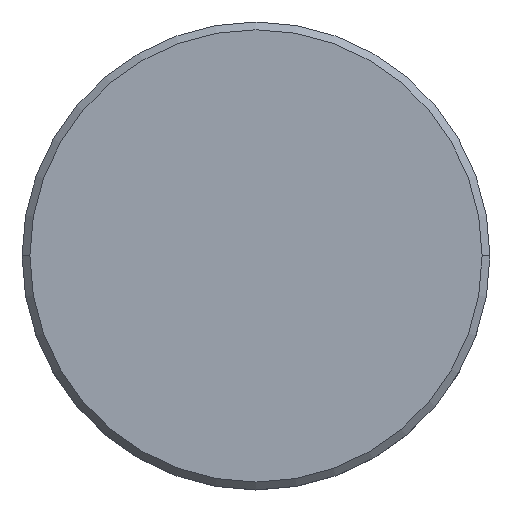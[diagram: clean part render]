
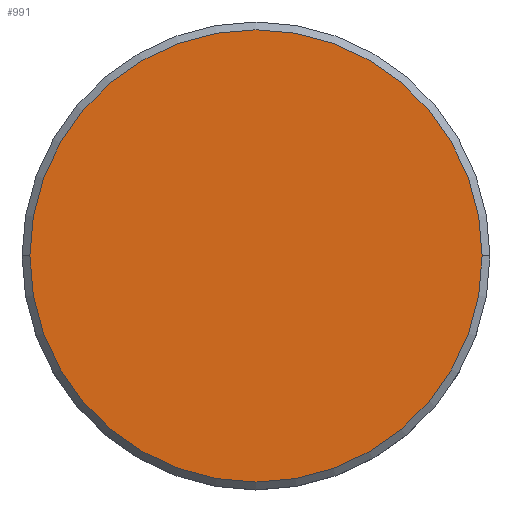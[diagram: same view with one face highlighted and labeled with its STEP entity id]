
A CAD part, top view. The second image highlights one B-rep face of the part: STEP entity #991.
In plain terms, the highlighted planar face has unit normal (0, 0, 1).
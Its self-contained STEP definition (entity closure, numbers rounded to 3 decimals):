
#3 = AXIS2_PLACEMENT_3D ( 'NONE', #884, #63, #607 ) ;
#63 = DIRECTION ( 'NONE',  ( 0., 0., 1. ) ) ;
#85 = EDGE_LOOP ( 'NONE', ( #759, #151 ) ) ;
#129 = VERTEX_POINT ( 'NONE', #882 ) ;
#151 = ORIENTED_EDGE ( 'NONE', *, *, #154, .T. ) ;
#154 = EDGE_CURVE ( 'NONE', #129, #847, #1001, .T. ) ;
#246 = CIRCLE ( 'NONE', #902, 14.5 ) ;
#294 = CARTESIAN_POINT ( 'NONE',  ( 0., 0., 0. ) ) ;
#527 = PLANE ( 'NONE',  #3 ) ;
#528 = AXIS2_PLACEMENT_3D ( 'NONE', #533, #889, #802 ) ;
#533 = CARTESIAN_POINT ( 'NONE',  ( 0., 0., 0. ) ) ;
#557 = DIRECTION ( 'NONE',  ( 1., 0., 0. ) ) ;
#607 = DIRECTION ( 'NONE',  ( 1., 0., 0. ) ) ;
#621 = EDGE_CURVE ( 'NONE', #847, #129, #246, .T. ) ;
#704 = FACE_OUTER_BOUND ( 'NONE', #85, .T. ) ;
#759 = ORIENTED_EDGE ( 'NONE', *, *, #621, .T. ) ;
#802 = DIRECTION ( 'NONE',  ( 1., 0., 0. ) ) ;
#847 = VERTEX_POINT ( 'NONE', #952 ) ;
#882 = CARTESIAN_POINT ( 'NONE',  ( 14.5, 0., 0. ) ) ;
#884 = CARTESIAN_POINT ( 'NONE',  ( 0., 0., 0. ) ) ;
#889 = DIRECTION ( 'NONE',  ( 0., 0., 1. ) ) ;
#902 = AXIS2_PLACEMENT_3D ( 'NONE', #294, #1094, #557 ) ;
#952 = CARTESIAN_POINT ( 'NONE',  ( -14.5, 0., 0. ) ) ;
#991 = ADVANCED_FACE ( 'NONE', ( #704 ), #527, .T. ) ;
#1001 = CIRCLE ( 'NONE', #528, 14.5 ) ;
#1094 = DIRECTION ( 'NONE',  ( 0., 0., 1. ) ) ;
